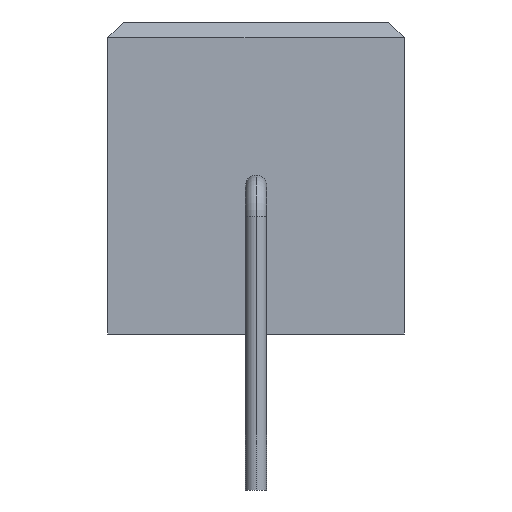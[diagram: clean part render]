
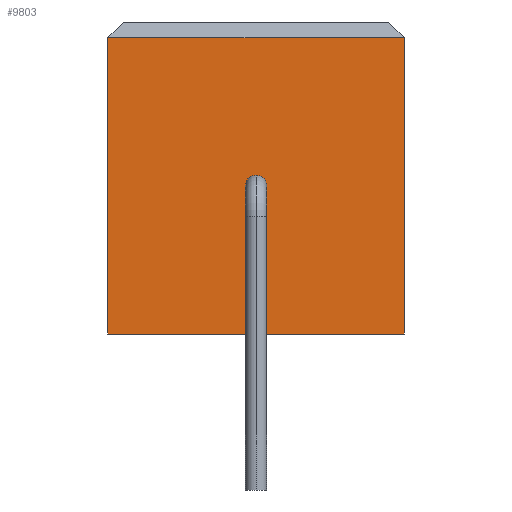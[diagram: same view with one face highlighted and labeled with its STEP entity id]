
A CAD part, left-side view. The second image highlights one B-rep face of the part: STEP entity #9803.
In plain terms, the highlighted planar face has unit normal (-1, 0, 0).
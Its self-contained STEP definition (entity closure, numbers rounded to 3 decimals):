
#49 = AXIS2_PLACEMENT_3D ( 'NONE', #5993, #1183, #3298 ) ;
#51 = DIRECTION ( 'NONE',  ( 0., 0., 1. ) ) ;
#298 = CIRCLE ( 'NONE', #7185, 0.34 ) ;
#417 = EDGE_CURVE ( 'NONE', #1911, #11104, #4662, .T. ) ;
#648 = LINE ( 'NONE', #3549, #1116 ) ;
#657 = EDGE_CURVE ( 'NONE', #6423, #11846, #6162, .T. ) ;
#901 = CARTESIAN_POINT ( 'NONE',  ( -11., -4.75, 0. ) ) ;
#1116 = VECTOR ( 'NONE', #8980, 1000. ) ;
#1183 = DIRECTION ( 'NONE',  ( 1., 0., 0. ) ) ;
#1606 = CARTESIAN_POINT ( 'NONE',  ( -11., -4.75, 0. ) ) ;
#1756 = VERTEX_POINT ( 'NONE', #5624 ) ;
#1911 = VERTEX_POINT ( 'NONE', #1606 ) ;
#1986 = ORIENTED_EDGE ( 'NONE', *, *, #417, .F. ) ;
#2406 = VECTOR ( 'NONE', #6556, 1000. ) ;
#2813 = VECTOR ( 'NONE', #3510, 1000. ) ;
#3075 = DIRECTION ( 'NONE',  ( 1., 0., 0. ) ) ;
#3298 = DIRECTION ( 'NONE',  ( 0., 0., 1. ) ) ;
#3510 = DIRECTION ( 'NONE',  ( 0., 1., 0. ) ) ;
#3549 = CARTESIAN_POINT ( 'NONE',  ( -11., 4.75, 0. ) ) ;
#3820 = DIRECTION ( 'NONE',  ( 0., 0., 1. ) ) ;
#3938 = ORIENTED_EDGE ( 'NONE', *, *, #5564, .F. ) ;
#4563 = CARTESIAN_POINT ( 'NONE',  ( -11., 0., 5.09 ) ) ;
#4662 = LINE ( 'NONE', #11045, #2813 ) ;
#4685 = FACE_BOUND ( 'NONE', #10433, .T. ) ;
#5433 = DIRECTION ( 'NONE',  ( -1., 0., 0. ) ) ;
#5474 = EDGE_CURVE ( 'NONE', #1756, #6842, #10003, .T. ) ;
#5553 = FACE_OUTER_BOUND ( 'NONE', #5785, .T. ) ;
#5564 = EDGE_CURVE ( 'NONE', #1756, #1911, #8201, .T. ) ;
#5624 = CARTESIAN_POINT ( 'NONE',  ( -11., -4.75, 9.5 ) ) ;
#5785 = EDGE_LOOP ( 'NONE', ( #3938, #11406, #7332, #1986 ) ) ;
#5993 = CARTESIAN_POINT ( 'NONE',  ( -11., 0., 4.75 ) ) ;
#6162 = CIRCLE ( 'NONE', #49, 0.34 ) ;
#6423 = VERTEX_POINT ( 'NONE', #4563 ) ;
#6556 = DIRECTION ( 'NONE',  ( 0., 0., -1. ) ) ;
#6806 = ORIENTED_EDGE ( 'NONE', *, *, #10215, .T. ) ;
#6842 = VERTEX_POINT ( 'NONE', #11257 ) ;
#7185 = AXIS2_PLACEMENT_3D ( 'NONE', #10430, #3075, #3820 ) ;
#7279 = ORIENTED_EDGE ( 'NONE', *, *, #657, .T. ) ;
#7332 = ORIENTED_EDGE ( 'NONE', *, *, #11083, .F. ) ;
#8201 = LINE ( 'NONE', #901, #2406 ) ;
#8225 = PLANE ( 'NONE',  #8710 ) ;
#8710 = AXIS2_PLACEMENT_3D ( 'NONE', #11311, #5433, #51 ) ;
#8980 = DIRECTION ( 'NONE',  ( 0., 0., 1. ) ) ;
#9037 = CARTESIAN_POINT ( 'NONE',  ( -11., 4.75, 0. ) ) ;
#9798 = CARTESIAN_POINT ( 'NONE',  ( -11., 0., 4.41 ) ) ;
#9803 = ADVANCED_FACE ( 'NONE', ( #4685, #5553 ), #8225, .T. ) ;
#9814 = DIRECTION ( 'NONE',  ( 0., 1., 0. ) ) ;
#10003 = LINE ( 'NONE', #11847, #10429 ) ;
#10215 = EDGE_CURVE ( 'NONE', #11846, #6423, #298, .T. ) ;
#10429 = VECTOR ( 'NONE', #9814, 1000. ) ;
#10430 = CARTESIAN_POINT ( 'NONE',  ( -11., 0., 4.75 ) ) ;
#10433 = EDGE_LOOP ( 'NONE', ( #7279, #6806 ) ) ;
#11045 = CARTESIAN_POINT ( 'NONE',  ( -11., 4.75, 0. ) ) ;
#11083 = EDGE_CURVE ( 'NONE', #11104, #6842, #648, .T. ) ;
#11104 = VERTEX_POINT ( 'NONE', #9037 ) ;
#11257 = CARTESIAN_POINT ( 'NONE',  ( -11., 4.75, 9.5 ) ) ;
#11311 = CARTESIAN_POINT ( 'NONE',  ( -11., 0., 0. ) ) ;
#11406 = ORIENTED_EDGE ( 'NONE', *, *, #5474, .T. ) ;
#11846 = VERTEX_POINT ( 'NONE', #9798 ) ;
#11847 = CARTESIAN_POINT ( 'NONE',  ( -11., 4.75, 9.5 ) ) ;
